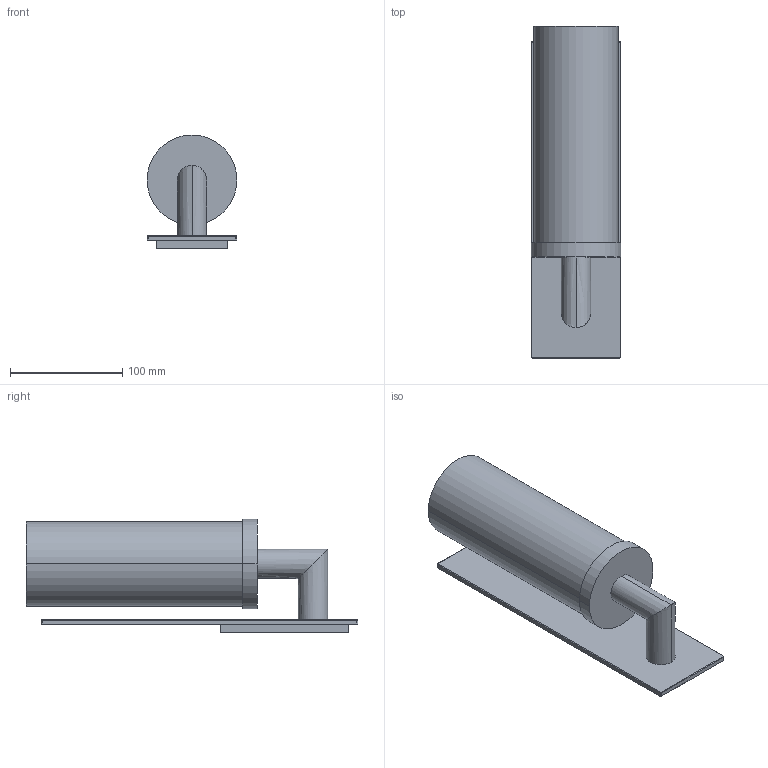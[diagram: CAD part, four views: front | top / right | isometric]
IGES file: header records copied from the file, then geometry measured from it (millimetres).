
Start section:  PTC IGES file: 2881.igs
Global section: file name: 2881.igs; native system: Creo Parametric by PTC Inc.; preprocessor: 2018400; author: jinson.thomas; organization: Unknown; date: 20210614.101837; units: inch
Bounding box: 80.01 x 295.61 x 101.52 mm (x, y, z)
Volume: 413671.2 mm3; surface area: 166512.4 mm2
Topology: 1 solids, 1 shells, 52 faces, 118 edges, 76 vertices
Faces by surface type: revolution 30, bspline 22
